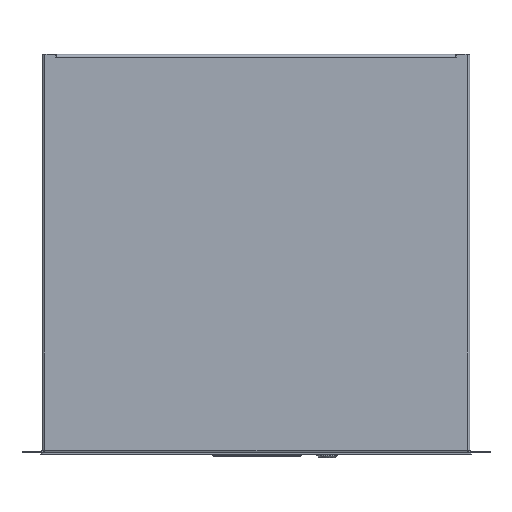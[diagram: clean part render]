
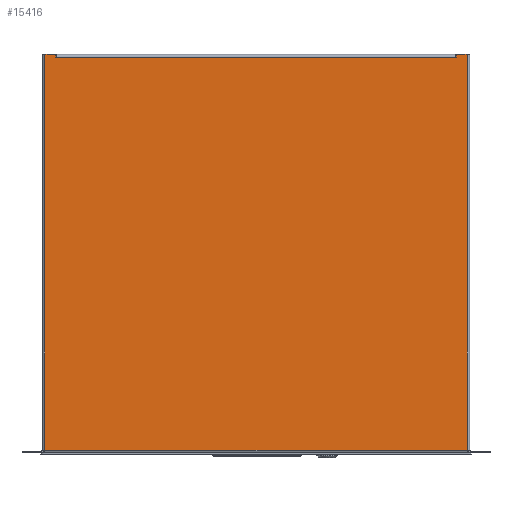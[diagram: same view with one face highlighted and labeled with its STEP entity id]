
A CAD part, top view. The second image highlights one B-rep face of the part: STEP entity #15416.
In plain terms, the highlighted planar face has unit normal (0, 0, 1).
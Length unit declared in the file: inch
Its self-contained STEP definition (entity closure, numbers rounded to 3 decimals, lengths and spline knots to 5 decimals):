
#55 = VECTOR ( 'NONE', #19265, 39.37008 ) ;
#305 = ORIENTED_EDGE ( 'NONE', *, *, #10681, .T. ) ;
#407 = CARTESIAN_POINT ( 'NONE',  ( 8.57, 0.21, 1.656 ) ) ;
#784 = EDGE_CURVE ( 'NONE', #9311, #17591, #1161, .T. ) ;
#1161 = LINE ( 'NONE', #11122, #3608 ) ;
#2538 = VECTOR ( 'NONE', #7722, 39.37008 ) ;
#2751 = VERTEX_POINT ( 'NONE', #18826 ) ;
#2977 = EDGE_CURVE ( 'NONE', #2751, #11372, #12485, .T. ) ;
#3190 = LINE ( 'NONE', #6791, #18892 ) ;
#3398 = ORIENTED_EDGE ( 'NONE', *, *, #6551, .F. ) ;
#3608 = VECTOR ( 'NONE', #14502, 39.37008 ) ;
#4094 = VERTEX_POINT ( 'NONE', #14164 ) ;
#4183 = VECTOR ( 'NONE', #17374, 39.37008 ) ;
#4713 = CARTESIAN_POINT ( 'NONE',  ( 8.57, 16.277, 1.656 ) ) ;
#4736 = LINE ( 'NONE', #19368, #55 ) ;
#5160 = CARTESIAN_POINT ( 'NONE',  ( -8.57, 16.277, 1.656 ) ) ;
#6306 = DIRECTION ( 'NONE',  ( 0., -1., 0. ) ) ;
#6417 = CARTESIAN_POINT ( 'NONE',  ( 8.136, 16.277, 1.656 ) ) ;
#6477 = DIRECTION ( 'NONE',  ( -1., 0., 0. ) ) ;
#6551 = EDGE_CURVE ( 'NONE', #11334, #11372, #15156, .T. ) ;
#6791 = CARTESIAN_POINT ( 'NONE',  ( -8.678, 16.277, 1.656 ) ) ;
#6900 = DIRECTION ( 'NONE',  ( 1., 0., 0. ) ) ;
#6988 = CARTESIAN_POINT ( 'NONE',  ( -8.136, 16.277, 1.656 ) ) ;
#7320 = LINE ( 'NONE', #18578, #4183 ) ;
#7517 = ORIENTED_EDGE ( 'NONE', *, *, #16591, .T. ) ;
#7624 = LINE ( 'NONE', #6417, #13192 ) ;
#7722 = DIRECTION ( 'NONE',  ( 0., -1., 0. ) ) ;
#7767 = ORIENTED_EDGE ( 'NONE', *, *, #8803, .T. ) ;
#7811 = ORIENTED_EDGE ( 'NONE', *, *, #21471, .T. ) ;
#7986 = LINE ( 'NONE', #4713, #12659 ) ;
#8225 = CARTESIAN_POINT ( 'NONE',  ( -8.678, 16.277, 1.656 ) ) ;
#8332 = DIRECTION ( 'NONE',  ( 0., 0., 1. ) ) ;
#8473 = VERTEX_POINT ( 'NONE', #18254 ) ;
#8803 = EDGE_CURVE ( 'NONE', #8473, #9653, #7624, .T. ) ;
#8921 = ORIENTED_EDGE ( 'NONE', *, *, #10848, .F. ) ;
#9311 = VERTEX_POINT ( 'NONE', #19821 ) ;
#9438 = VECTOR ( 'NONE', #18927, 39.37008 ) ;
#9653 = VERTEX_POINT ( 'NONE', #9660 ) ;
#9660 = CARTESIAN_POINT ( 'NONE',  ( 8.136, 16.169, 1.656 ) ) ;
#9901 = EDGE_LOOP ( 'NONE', ( #305, #20911, #7811, #18727, #3398, #7517, #12486, #15571, #8921, #7767 ) ) ;
#10681 = EDGE_CURVE ( 'NONE', #9653, #4094, #4736, .T. ) ;
#10758 = CARTESIAN_POINT ( 'NONE',  ( -8.678, 16.277, 1.656 ) ) ;
#10848 = EDGE_CURVE ( 'NONE', #8473, #12620, #3190, .T. ) ;
#10985 = VERTEX_POINT ( 'NONE', #20545 ) ;
#11122 = CARTESIAN_POINT ( 'NONE',  ( -8.678, 0.21, 1.656 ) ) ;
#11334 = VERTEX_POINT ( 'NONE', #12019 ) ;
#11372 = VERTEX_POINT ( 'NONE', #6988 ) ;
#11701 = DIRECTION ( 'NONE',  ( 0., 1., 0. ) ) ;
#12019 = CARTESIAN_POINT ( 'NONE',  ( -8.57, 16.277, 1.656 ) ) ;
#12485 = LINE ( 'NONE', #17403, #9438 ) ;
#12486 = ORIENTED_EDGE ( 'NONE', *, *, #784, .T. ) ;
#12620 = VERTEX_POINT ( 'NONE', #17642 ) ;
#12659 = VECTOR ( 'NONE', #11701, 39.37008 ) ;
#13054 = FACE_OUTER_BOUND ( 'NONE', #9901, .T. ) ;
#13192 = VECTOR ( 'NONE', #6306, 39.37008 ) ;
#14164 = CARTESIAN_POINT ( 'NONE',  ( 8.106, 16.169, 1.656 ) ) ;
#14502 = DIRECTION ( 'NONE',  ( 1., 0., 0. ) ) ;
#14795 = LINE ( 'NONE', #19483, #18302 ) ;
#15156 = LINE ( 'NONE', #10758, #20119 ) ;
#15308 = AXIS2_PLACEMENT_3D ( 'NONE', #8225, #8332, #19592 ) ;
#15416 = ADVANCED_FACE ( 'NONE', ( #13054 ), #16312, .T. ) ;
#15571 = ORIENTED_EDGE ( 'NONE', *, *, #19074, .T. ) ;
#16312 = PLANE ( 'NONE',  #15308 ) ;
#16591 = EDGE_CURVE ( 'NONE', #11334, #9311, #20124, .T. ) ;
#17374 = DIRECTION ( 'NONE',  ( -1., 0., 0. ) ) ;
#17403 = CARTESIAN_POINT ( 'NONE',  ( -8.136, 16.277, 1.656 ) ) ;
#17591 = VERTEX_POINT ( 'NONE', #407 ) ;
#17642 = CARTESIAN_POINT ( 'NONE',  ( 8.57, 16.277, 1.656 ) ) ;
#18155 = EDGE_CURVE ( 'NONE', #4094, #10985, #14795, .T. ) ;
#18254 = CARTESIAN_POINT ( 'NONE',  ( 8.136, 16.277, 1.656 ) ) ;
#18302 = VECTOR ( 'NONE', #6477, 39.37008 ) ;
#18578 = CARTESIAN_POINT ( 'NONE',  ( -8.678, 16.169, 1.656 ) ) ;
#18727 = ORIENTED_EDGE ( 'NONE', *, *, #2977, .T. ) ;
#18826 = CARTESIAN_POINT ( 'NONE',  ( -8.136, 16.169, 1.656 ) ) ;
#18892 = VECTOR ( 'NONE', #6900, 39.37008 ) ;
#18927 = DIRECTION ( 'NONE',  ( 0., 1., 0. ) ) ;
#19074 = EDGE_CURVE ( 'NONE', #17591, #12620, #7986, .T. ) ;
#19265 = DIRECTION ( 'NONE',  ( -1., 0., 0. ) ) ;
#19368 = CARTESIAN_POINT ( 'NONE',  ( -8.678, 16.169, 1.656 ) ) ;
#19483 = CARTESIAN_POINT ( 'NONE',  ( -8.678, 16.169, 1.656 ) ) ;
#19592 = DIRECTION ( 'NONE',  ( 1., 0., 0. ) ) ;
#19821 = CARTESIAN_POINT ( 'NONE',  ( -8.57, 0.21, 1.656 ) ) ;
#20119 = VECTOR ( 'NONE', #20676, 39.37008 ) ;
#20124 = LINE ( 'NONE', #5160, #2538 ) ;
#20545 = CARTESIAN_POINT ( 'NONE',  ( -8.106, 16.169, 1.656 ) ) ;
#20676 = DIRECTION ( 'NONE',  ( 1., 0., 0. ) ) ;
#20911 = ORIENTED_EDGE ( 'NONE', *, *, #18155, .T. ) ;
#21471 = EDGE_CURVE ( 'NONE', #10985, #2751, #7320, .T. ) ;
